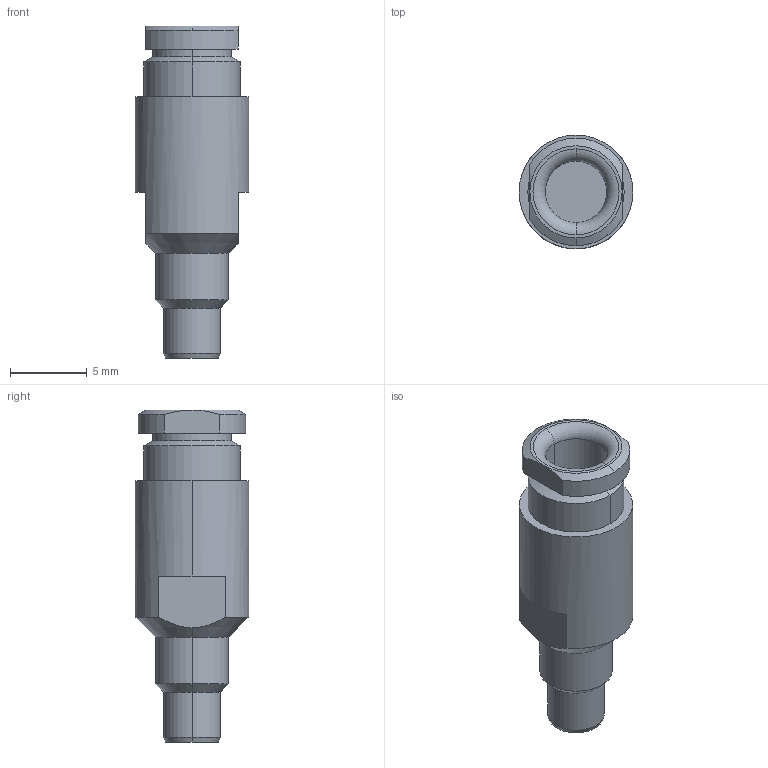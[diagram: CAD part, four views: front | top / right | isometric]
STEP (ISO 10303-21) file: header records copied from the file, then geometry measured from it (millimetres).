
FILE_DESCRIPTION (( 'STEP AP203' ), '1' );
FILE_NAME ('R112.209.000F.STEP', '2014-04-28T14:50:18', ( 'adminradiall' ), ( 'Microsoft' ), 'SwSTEP 2.0', 'SolidWorks 2014', '' );
FILE_SCHEMA (( 'CONFIG_CONTROL_DESIGN' ));
Length unit declared in the file: millimetre
Products named in the file (1): R112.209.000F
Bounding box: 7.4 x 7.4 x 21.6 mm (x, y, z)
Volume: 574.2 mm3; surface area: 635.7 mm2
Topology: 1 solids, 1 shells, 60 faces, 128 edges, 78 vertices
Faces by surface type: cylinder 25, cone 17, plane 16, torus 2
Entity records: 1735 total; most frequent: CARTESIAN_POINT 315, DIRECTION 312, ORIENTED_EDGE 256, AXIS2_PLACEMENT_3D 131, EDGE_CURVE 128, VERTEX_POINT 78, CIRCLE 70, EDGE_LOOP 68
